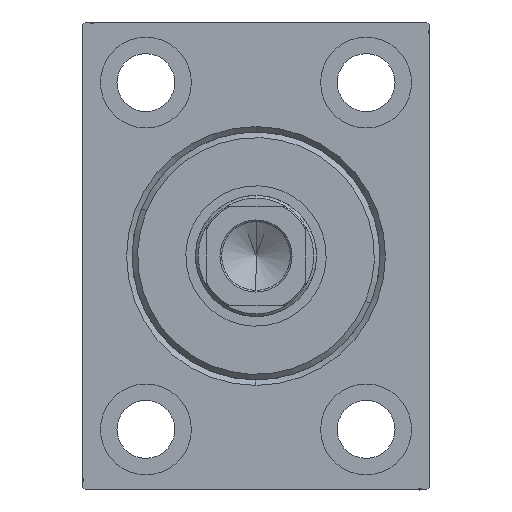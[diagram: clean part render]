
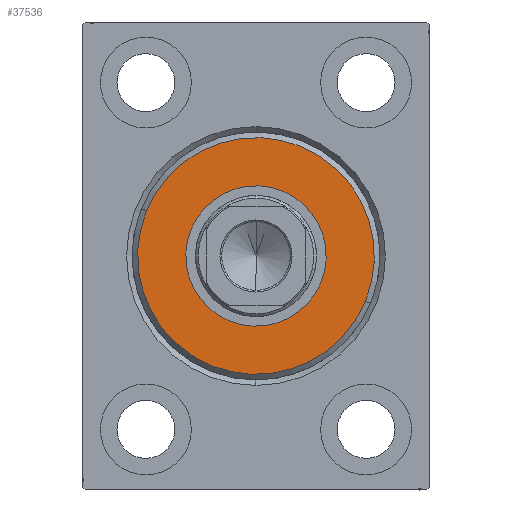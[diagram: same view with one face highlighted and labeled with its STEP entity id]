
A CAD part, left-side view. The second image highlights one B-rep face of the part: STEP entity #37536.
In plain terms, the highlighted face is planar.
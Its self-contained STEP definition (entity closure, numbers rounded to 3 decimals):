
#2901 = CARTESIAN_POINT ( 'NONE',  ( 3., 0., 0. ) ) ;
#2906 = CIRCLE ( 'NONE', #34159, 21.5 ) ;
#3064 = DIRECTION ( 'NONE',  ( -1., 0., 0. ) ) ;
#4977 = EDGE_CURVE ( 'NONE', #17731, #8669, #21049, .T. ) ;
#7857 = EDGE_CURVE ( 'NONE', #41334, #23188, #2906, .T. ) ;
#8669 = VERTEX_POINT ( 'NONE', #32125 ) ;
#9157 = EDGE_CURVE ( 'NONE', #23188, #41334, #34226, .T. ) ;
#9357 = DIRECTION ( 'NONE',  ( 0., 0., -1. ) ) ;
#10865 = ORIENTED_EDGE ( 'NONE', *, *, #4977, .T. ) ;
#11632 = ORIENTED_EDGE ( 'NONE', *, *, #9157, .T. ) ;
#12253 = DIRECTION ( 'NONE',  ( 0., 0., -1. ) ) ;
#12349 = PLANE ( 'NONE',  #34823 ) ;
#14536 = ORIENTED_EDGE ( 'NONE', *, *, #38302, .T. ) ;
#14752 = CARTESIAN_POINT ( 'NONE',  ( 3., 0., -12.75 ) ) ;
#15174 = DIRECTION ( 'NONE',  ( 1., 0., 0. ) ) ;
#15914 = DIRECTION ( 'NONE',  ( 0., 0., -1. ) ) ;
#16129 = CARTESIAN_POINT ( 'NONE',  ( 3., 0., 0. ) ) ;
#17731 = VERTEX_POINT ( 'NONE', #14752 ) ;
#19089 = AXIS2_PLACEMENT_3D ( 'NONE', #42710, #21836, #12253 ) ;
#19973 = CARTESIAN_POINT ( 'NONE',  ( 3., 0., 0. ) ) ;
#21049 = CIRCLE ( 'NONE', #21779, 12.75 ) ;
#21779 = AXIS2_PLACEMENT_3D ( 'NONE', #19973, #3064, #37986 ) ;
#21836 = DIRECTION ( 'NONE',  ( -1., 0., 0. ) ) ;
#22094 = ORIENTED_EDGE ( 'NONE', *, *, #7857, .T. ) ;
#23003 = DIRECTION ( 'NONE',  ( 1., 0., 0. ) ) ;
#23188 = VERTEX_POINT ( 'NONE', #38446 ) ;
#25910 = FACE_OUTER_BOUND ( 'NONE', #28365, .T. ) ;
#28365 = EDGE_LOOP ( 'NONE', ( #22094, #11632 ) ) ;
#28547 = AXIS2_PLACEMENT_3D ( 'NONE', #2901, #43157, #9357 ) ;
#29284 = EDGE_LOOP ( 'NONE', ( #14536, #10865 ) ) ;
#29372 = DIRECTION ( 'NONE',  ( 0., 0., -1. ) ) ;
#32070 = CARTESIAN_POINT ( 'NONE',  ( 3., 0., 0. ) ) ;
#32125 = CARTESIAN_POINT ( 'NONE',  ( 3., 0., 12.75 ) ) ;
#32509 = CARTESIAN_POINT ( 'NONE',  ( 3., 0., 21.5 ) ) ;
#33021 = FACE_BOUND ( 'NONE', #29284, .T. ) ;
#34159 = AXIS2_PLACEMENT_3D ( 'NONE', #32070, #15174, #29372 ) ;
#34226 = CIRCLE ( 'NONE', #28547, 21.5 ) ;
#34823 = AXIS2_PLACEMENT_3D ( 'NONE', #16129, #23003, #15914 ) ;
#37536 = ADVANCED_FACE ( 'NONE', ( #25910, #33021 ), #12349, .T. ) ;
#37986 = DIRECTION ( 'NONE',  ( 0., 0., -1. ) ) ;
#38302 = EDGE_CURVE ( 'NONE', #8669, #17731, #43234, .T. ) ;
#38446 = CARTESIAN_POINT ( 'NONE',  ( 3., 0., -21.5 ) ) ;
#41334 = VERTEX_POINT ( 'NONE', #32509 ) ;
#42710 = CARTESIAN_POINT ( 'NONE',  ( 3., 0., 0. ) ) ;
#43157 = DIRECTION ( 'NONE',  ( 1., 0., 0. ) ) ;
#43234 = CIRCLE ( 'NONE', #19089, 12.75 ) ;
